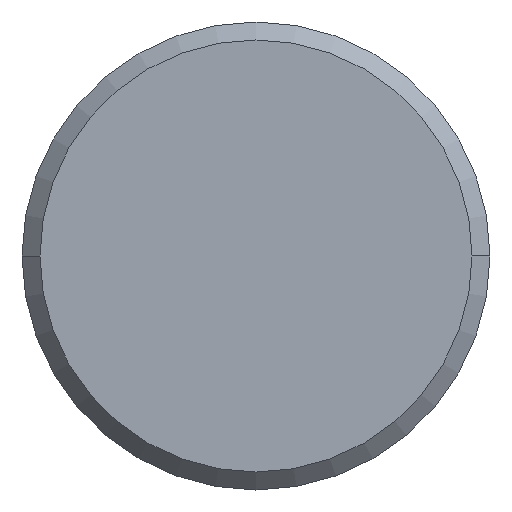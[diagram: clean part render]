
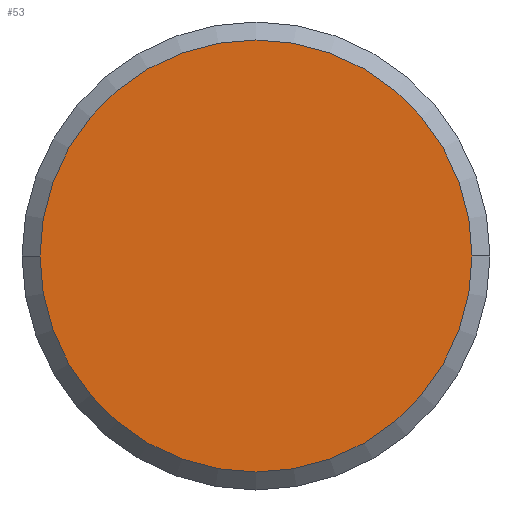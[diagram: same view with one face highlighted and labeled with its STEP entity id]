
A CAD part, left-side view. The second image highlights one B-rep face of the part: STEP entity #53.
In plain terms, the highlighted planar face has unit normal (-1, 0, 0).
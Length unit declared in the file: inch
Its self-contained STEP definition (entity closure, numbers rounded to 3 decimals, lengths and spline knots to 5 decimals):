
#53 = ADVANCED_FACE ( 'NONE', ( #1423 ), #2681, .F. ) ;
#128 = DIRECTION ( 'NONE',  ( 1., 0., 0. ) ) ;
#215 = DIRECTION ( 'NONE',  ( 0., 1., 0. ) ) ;
#303 = AXIS2_PLACEMENT_3D ( 'NONE', #2777, #1936, #215 ) ;
#921 = CIRCLE ( 'NONE', #303, 0.54528 ) ;
#989 = DIRECTION ( 'NONE',  ( 0., 0., -1. ) ) ;
#1190 = CARTESIAN_POINT ( 'NONE',  ( -0.37008, -0.5378, 0. ) ) ;
#1385 = CARTESIAN_POINT ( 'NONE',  ( -0.37008, -0.54528, 0. ) ) ;
#1423 = FACE_OUTER_BOUND ( 'NONE', #2032, .T. ) ;
#1793 = ORIENTED_EDGE ( 'NONE', *, *, #2021, .F. ) ;
#1897 = DIRECTION ( 'NONE',  ( 1., 0., 0. ) ) ;
#1936 = DIRECTION ( 'NONE',  ( 1., 0., 0. ) ) ;
#2021 = EDGE_CURVE ( 'NONE', #3332, #2652, #2133, .T. ) ;
#2032 = EDGE_LOOP ( 'NONE', ( #1793, #3672 ) ) ;
#2133 = CIRCLE ( 'NONE', #2305, 0.54528 ) ;
#2305 = AXIS2_PLACEMENT_3D ( 'NONE', #3017, #1897, #3031 ) ;
#2652 = VERTEX_POINT ( 'NONE', #1385 ) ;
#2681 = PLANE ( 'NONE',  #2947 ) ;
#2777 = CARTESIAN_POINT ( 'NONE',  ( -0.37008, 0., 0. ) ) ;
#2947 = AXIS2_PLACEMENT_3D ( 'NONE', #1190, #128, #989 ) ;
#3017 = CARTESIAN_POINT ( 'NONE',  ( -0.37008, 0., 0. ) ) ;
#3031 = DIRECTION ( 'NONE',  ( 0., 1., 0. ) ) ;
#3071 = CARTESIAN_POINT ( 'NONE',  ( -0.37008, 0.54528, 0. ) ) ;
#3307 = EDGE_CURVE ( 'NONE', #2652, #3332, #921, .T. ) ;
#3332 = VERTEX_POINT ( 'NONE', #3071 ) ;
#3672 = ORIENTED_EDGE ( 'NONE', *, *, #3307, .F. ) ;
